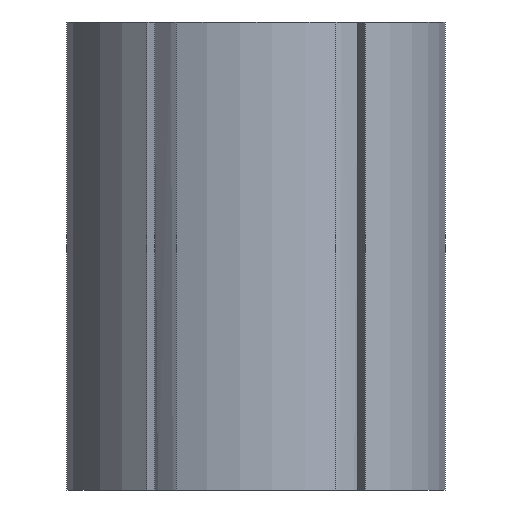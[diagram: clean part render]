
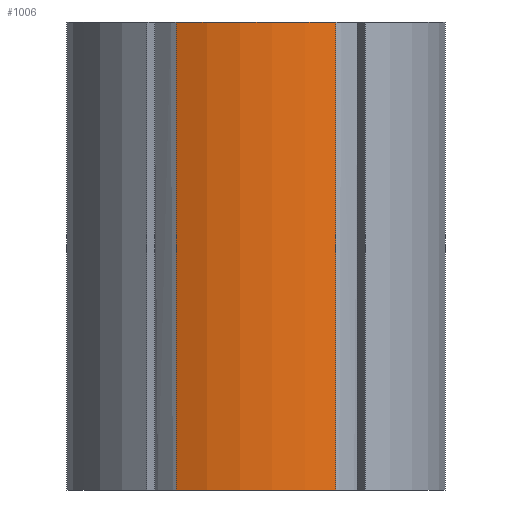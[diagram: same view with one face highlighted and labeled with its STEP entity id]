
A CAD part, left-side view. The second image highlights one B-rep face of the part: STEP entity #1006.
In plain terms, the highlighted cylindrical face has radius 16.75 mm (diameter 33.5 mm), a partial arc.
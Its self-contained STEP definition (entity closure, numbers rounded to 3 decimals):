
#21=CYLINDRICAL_SURFACE('',#1108,16.75);
#64=FACE_OUTER_BOUND('',#117,.T.);
#117=EDGE_LOOP('',(#778,#779,#780,#781));
#151=CIRCLE('',#1065,16.75);
#173=CIRCLE('',#1109,16.75);
#256=LINE('',#1669,#354);
#257=LINE('',#1673,#355);
#354=VECTOR('',#1350,10.);
#355=VECTOR('',#1355,10.);
#422=VERTEX_POINT('',#1542);
#423=VERTEX_POINT('',#1544);
#465=VERTEX_POINT('',#1667);
#466=VERTEX_POINT('',#1671);
#527=EDGE_CURVE('',#422,#423,#151,.T.);
#588=EDGE_CURVE('',#465,#423,#256,.T.);
#589=EDGE_CURVE('',#466,#465,#173,.T.);
#590=EDGE_CURVE('',#466,#422,#257,.T.);
#778=ORIENTED_EDGE('',*,*,#589,.T.);
#779=ORIENTED_EDGE('',*,*,#588,.T.);
#780=ORIENTED_EDGE('',*,*,#527,.F.);
#781=ORIENTED_EDGE('',*,*,#590,.F.);
#1006=ADVANCED_FACE('',(#64),#21,.T.);
#1065=AXIS2_PLACEMENT_3D('',#1545,#1225,#1226);
#1108=AXIS2_PLACEMENT_3D('',#1670,#1351,#1352);
#1109=AXIS2_PLACEMENT_3D('',#1672,#1353,#1354);
#1225=DIRECTION('center_axis',(0.,0.,1.));
#1226=DIRECTION('ref_axis',(1.,0.,0.));
#1350=DIRECTION('',(0.,0.,1.));
#1351=DIRECTION('center_axis',(0.,0.,1.));
#1352=DIRECTION('ref_axis',(-1.,0.,0.));
#1353=DIRECTION('center_axis',(0.,0.,1.));
#1354=DIRECTION('ref_axis',(1.,0.,0.));
#1355=DIRECTION('',(0.,0.,1.));
#1542=CARTESIAN_POINT('',(-15.198,7.042,41.3));
#1544=CARTESIAN_POINT('',(-15.198,-7.042,41.3));
#1545=CARTESIAN_POINT('Origin',(0.,0.,41.3));
#1667=CARTESIAN_POINT('',(-15.198,-7.042,0.));
#1669=CARTESIAN_POINT('',(-15.198,-7.042,0.));
#1670=CARTESIAN_POINT('Origin',(0.,0.,0.));
#1671=CARTESIAN_POINT('',(-15.198,7.042,0.));
#1672=CARTESIAN_POINT('Origin',(0.,0.,0.));
#1673=CARTESIAN_POINT('',(-15.198,7.042,0.));
